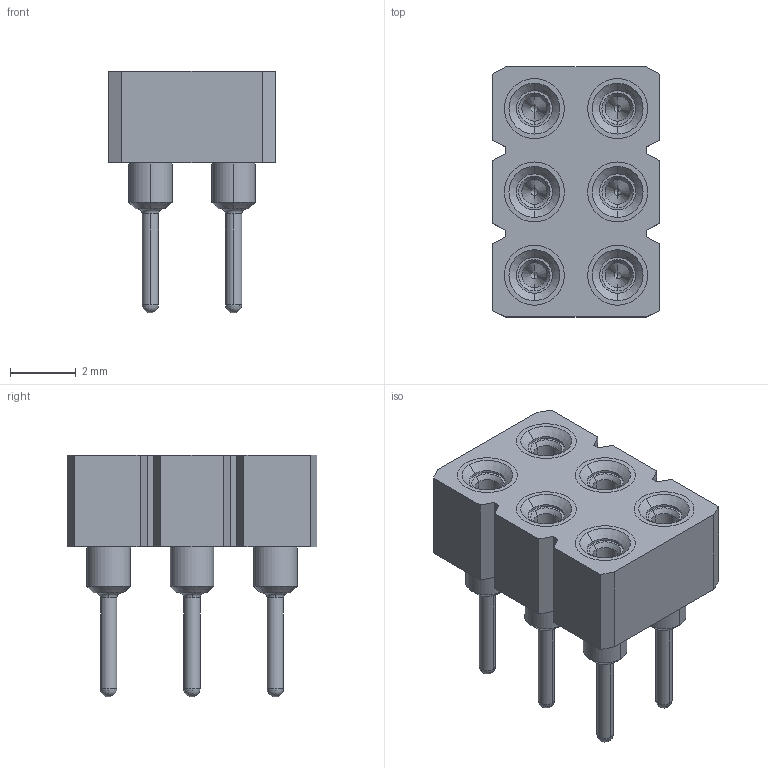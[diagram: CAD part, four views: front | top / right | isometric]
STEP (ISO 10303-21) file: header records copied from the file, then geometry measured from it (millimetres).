
FILE_DESCRIPTION(('FreeCAD Model'),'2;1');
FILE_NAME('Open CASCADE Shape Model','2022-06-12T15:31:12',( 'kicad StepUp'),('ksu MCAD'),'Open CASCADE STEP processor 7.5', 'FreeCAD','Unknown');
FILE_SCHEMA(('AUTOMOTIVE_DESIGN { 1 0 10303 214 1 1 1 1 }'));
Length unit declared in the file: millimetre
Products named in the file (1): pcb_connector_410-83-206-41-001101
Bounding box: 5.08 x 7.62 x 7.37 mm (x, y, z)
Volume: 105.8 mm3; surface area: 322.7 mm2
Topology: 1 solids, 1 shells, 254 faces, 588 edges, 342 vertices
Faces by surface type: cone 96, cylinder 84, plane 50, torus 12, revolution 12
Entity records: 8919 total; most frequent: DIRECTION 1374, CARTESIAN_POINT 1245, ORIENTED_EDGE 1128, EDGE_CURVE 564, AXIS2_PLACEMENT_3D 555, VERTEX_POINT 342, CIRCLE 312, FACE_BOUND 284
